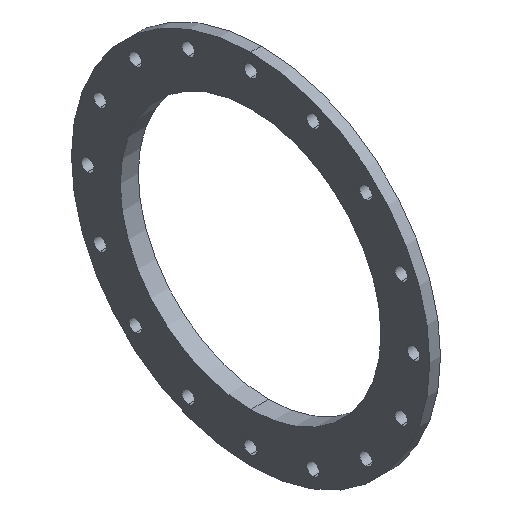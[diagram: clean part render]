
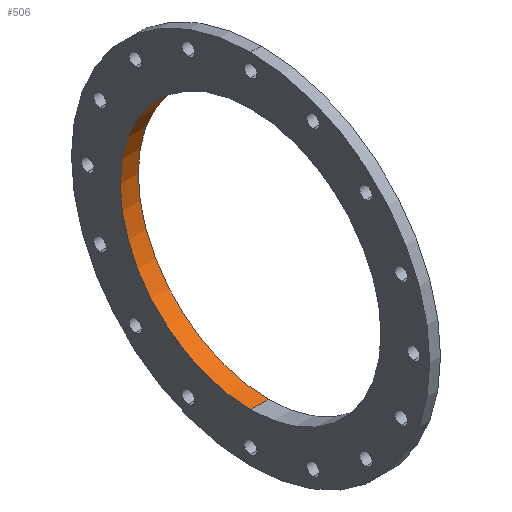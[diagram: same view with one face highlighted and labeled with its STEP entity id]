
A CAD part, isometric view. The second image highlights one B-rep face of the part: STEP entity #506.
In plain terms, the highlighted cylindrical face has radius 230.981 mm (diameter 461.963 mm), a partial arc.
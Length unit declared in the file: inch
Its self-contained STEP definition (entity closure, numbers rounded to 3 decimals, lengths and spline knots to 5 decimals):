
#33 = VERTEX_POINT ( 'NONE', #383 ) ;
#35 = EDGE_CURVE ( 'NONE', #808, #706, #150, .T. ) ;
#45 = CARTESIAN_POINT ( 'NONE',  ( -0.13764, 0., -9.09375 ) ) ;
#101 = ORIENTED_EDGE ( 'NONE', *, *, #1433, .F. ) ;
#141 = ORIENTED_EDGE ( 'NONE', *, *, #35, .T. ) ;
#150 = LINE ( 'NONE', #1237, #842 ) ;
#179 = DIRECTION ( 'NONE',  ( -1., 0., 0. ) ) ;
#233 = VECTOR ( 'NONE', #179, 39.37008 ) ;
#359 = CARTESIAN_POINT ( 'NONE',  ( 1.11236, 0., 9.09375 ) ) ;
#383 = CARTESIAN_POINT ( 'NONE',  ( 1.11236, 0., -9.09375 ) ) ;
#399 = DIRECTION ( 'NONE',  ( -1., 0., 0. ) ) ;
#427 = ORIENTED_EDGE ( 'NONE', *, *, #1088, .F. ) ;
#439 = AXIS2_PLACEMENT_3D ( 'NONE', #631, #399, #1114 ) ;
#445 = CARTESIAN_POINT ( 'NONE',  ( -0.13764, 0., 0. ) ) ;
#493 = EDGE_LOOP ( 'NONE', ( #427, #101, #141, #1538 ) ) ;
#506 = ADVANCED_FACE ( 'NONE', ( #1003 ), #891, .F. ) ;
#547 = DIRECTION ( 'NONE',  ( 0., 0., 1. ) ) ;
#597 = EDGE_CURVE ( 'NONE', #706, #1537, #1325, .T. ) ;
#631 = CARTESIAN_POINT ( 'NONE',  ( 1.11236, 0., 0. ) ) ;
#638 = AXIS2_PLACEMENT_3D ( 'NONE', #445, #673, #547 ) ;
#662 = DIRECTION ( 'NONE',  ( -1., 0., 0. ) ) ;
#673 = DIRECTION ( 'NONE',  ( -1., 0., 0. ) ) ;
#706 = VERTEX_POINT ( 'NONE', #1076 ) ;
#800 = CARTESIAN_POINT ( 'NONE',  ( 0., 0., -9.09375 ) ) ;
#808 = VERTEX_POINT ( 'NONE', #359 ) ;
#842 = VECTOR ( 'NONE', #662, 39.37008 ) ;
#866 = AXIS2_PLACEMENT_3D ( 'NONE', #1111, #1480, #876 ) ;
#876 = DIRECTION ( 'NONE',  ( 0., 0., 1. ) ) ;
#891 = CYLINDRICAL_SURFACE ( 'NONE', #866, 9.09375 ) ;
#1003 = FACE_OUTER_BOUND ( 'NONE', #493, .T. ) ;
#1076 = CARTESIAN_POINT ( 'NONE',  ( -0.13764, 0., 9.09375 ) ) ;
#1088 = EDGE_CURVE ( 'NONE', #33, #1537, #1510, .T. ) ;
#1111 = CARTESIAN_POINT ( 'NONE',  ( 0., 0., 0. ) ) ;
#1114 = DIRECTION ( 'NONE',  ( 0., 0., 1. ) ) ;
#1237 = CARTESIAN_POINT ( 'NONE',  ( 0., 0., 9.09375 ) ) ;
#1325 = CIRCLE ( 'NONE', #638, 9.09375 ) ;
#1330 = CIRCLE ( 'NONE', #439, 9.09375 ) ;
#1433 = EDGE_CURVE ( 'NONE', #808, #33, #1330, .T. ) ;
#1480 = DIRECTION ( 'NONE',  ( -1., 0., 0. ) ) ;
#1510 = LINE ( 'NONE', #800, #233 ) ;
#1537 = VERTEX_POINT ( 'NONE', #45 ) ;
#1538 = ORIENTED_EDGE ( 'NONE', *, *, #597, .T. ) ;
